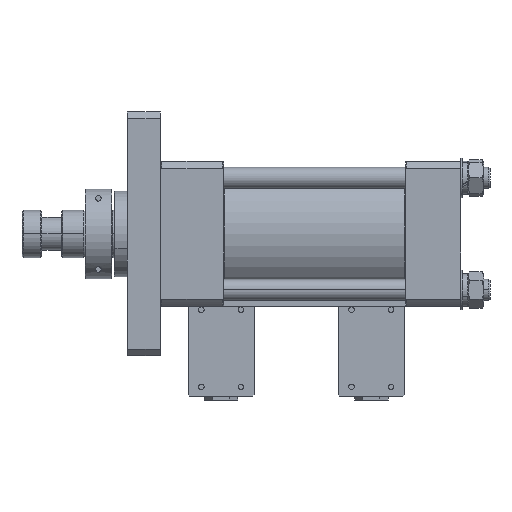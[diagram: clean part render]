
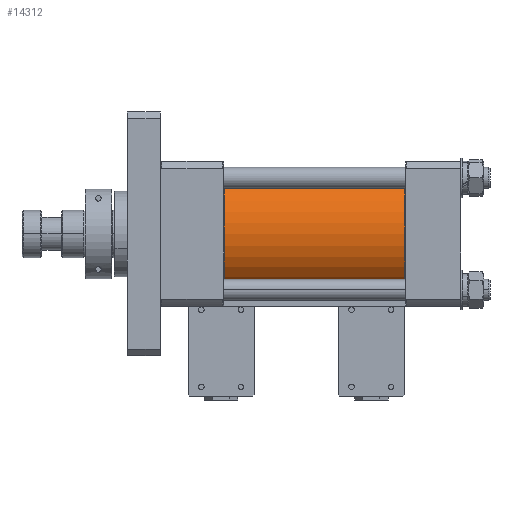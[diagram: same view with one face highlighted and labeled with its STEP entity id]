
A CAD part, front view. The second image highlights one B-rep face of the part: STEP entity #14312.
In plain terms, the highlighted cylindrical face has radius 50 mm (diameter 100 mm), a partial arc.
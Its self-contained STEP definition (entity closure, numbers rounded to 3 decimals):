
#9928 = CARTESIAN_POINT ( 'NONE',  ( -137.5, 0., 50. ) ) ;
#10100 = CARTESIAN_POINT ( 'NONE',  ( -137.5, 0., -50. ) ) ;
#12532 = ORIENTED_EDGE ( 'NONE', *, *, #13528, .T. ) ;
#12792 = VERTEX_POINT ( 'NONE', #9928 ) ;
#12856 = VERTEX_POINT ( 'NONE', #10100 ) ;
#13438 = VERTEX_POINT ( 'NONE', #19060 ) ;
#13528 = EDGE_CURVE ( 'NONE', #12856, #13607, #19261, .T. ) ;
#13607 = VERTEX_POINT ( 'NONE', #19398 ) ;
#13621 = EDGE_CURVE ( 'NONE', #12792, #13438, #19432, .T. ) ;
#13857 = ORIENTED_EDGE ( 'NONE', *, *, #14412, .F. ) ;
#14048 = ORIENTED_EDGE ( 'NONE', *, *, #14197, .T. ) ;
#14197 = EDGE_CURVE ( '����3', #12792, #12856, #20566, .T. ) ;
#14243 = EDGE_LOOP ( 'NONE', ( #14292, #14048, #12532, #13857 ) ) ;
#14292 = ORIENTED_EDGE ( 'NONE', *, *, #13621, .F. ) ;
#14312 = ADVANCED_FACE ( '��1', ( #20732 ), #20727, .T. ) ;
#14412 = EDGE_CURVE ( '����2', #13438, #13607, #20884, .T. ) ;
#19060 = CARTESIAN_POINT ( 'NONE',  ( -0.5, 0., 50. ) ) ;
#19258 = DIRECTION ( 'NONE',  ( 1., 0., 0. ) ) ;
#19259 = VECTOR ( 'NONE', #19258, 1000. ) ;
#19260 = CARTESIAN_POINT ( 'NONE',  ( 0., 0., -50. ) ) ;
#19261 = LINE ( 'NONE', #19260, #19259 ) ;
#19398 = CARTESIAN_POINT ( 'NONE',  ( -0.5, 0., -50. ) ) ;
#19429 = DIRECTION ( 'NONE',  ( 1., 0., 0. ) ) ;
#19430 = VECTOR ( 'NONE', #19429, 1000. ) ;
#19431 = CARTESIAN_POINT ( 'NONE',  ( 0., 0., 50. ) ) ;
#19432 = LINE ( 'NONE', #19431, #19430 ) ;
#20563 = DIRECTION ( 'NONE',  ( 0., 0., -1. ) ) ;
#20564 = DIRECTION ( 'NONE',  ( 1., 0., 0. ) ) ;
#20565 = AXIS2_PLACEMENT_3D ( 'NONE', #20572, #20564, #20563 ) ;
#20566 = CIRCLE ( 'NONE', #20565, 50. ) ;
#20572 = CARTESIAN_POINT ( 'NONE',  ( -137.5, 0., 0. ) ) ;
#20723 = DIRECTION ( 'NONE',  ( 0., 0., -1. ) ) ;
#20724 = DIRECTION ( 'NONE',  ( 1., 0., 0. ) ) ;
#20725 = CARTESIAN_POINT ( 'NONE',  ( 0., 0., 0. ) ) ;
#20726 = AXIS2_PLACEMENT_3D ( 'NONE', #20725, #20724, #20723 ) ;
#20727 = CYLINDRICAL_SURFACE ( 'NONE', #20726, 50. ) ;
#20732 = FACE_OUTER_BOUND ( 'NONE', #14243, .T. ) ;
#20880 = DIRECTION ( 'NONE',  ( 0., 0., -1. ) ) ;
#20881 = DIRECTION ( 'NONE',  ( 1., 0., 0. ) ) ;
#20882 = CARTESIAN_POINT ( 'NONE',  ( -0.5, 0., 0. ) ) ;
#20883 = AXIS2_PLACEMENT_3D ( 'NONE', #20882, #20881, #20880 ) ;
#20884 = CIRCLE ( 'NONE', #20883, 50. ) ;
